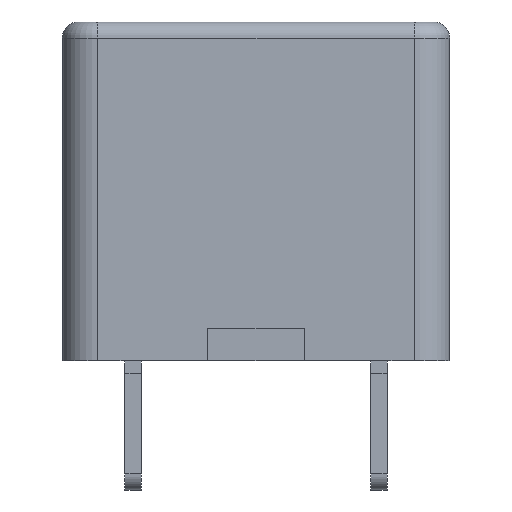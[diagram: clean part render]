
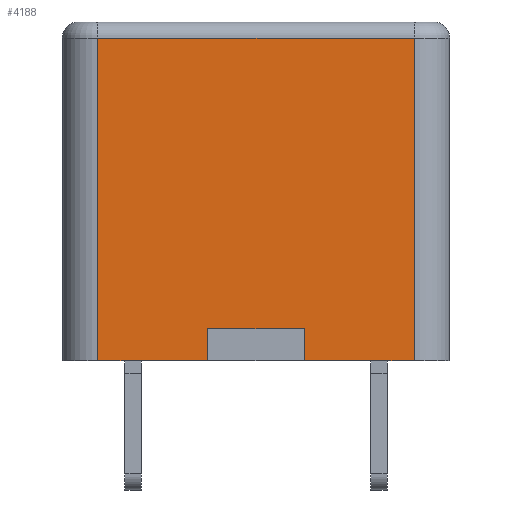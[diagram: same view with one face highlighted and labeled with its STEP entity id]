
A CAD part, left-side view. The second image highlights one B-rep face of the part: STEP entity #4188.
In plain terms, the highlighted free-form (B-spline) face has degree [1, 1] with [2, 2] control points.
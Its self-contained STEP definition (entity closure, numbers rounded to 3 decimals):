
#3793=CARTESIAN_POINT('',(-14.25,-4.9,10.4));
#3794=VERTEX_POINT('',#3793);
#3812=CARTESIAN_POINT('',(-14.25,4.9,10.4));
#3813=VERTEX_POINT('',#3812);
#3821=CARTESIAN_POINT('',(-14.25,4.9,10.4));
#3822=DIRECTION('',(0.0,-1.0,0.0));
#3823=VECTOR('',#3822,9.8);
#3824=LINE('',#3821,#3823);
#3825=EDGE_CURVE('',#3813,#3794,#3824,.T.);
#4114=CARTESIAN_POINT('',(-14.25,-4.9,0.4));
#4115=VERTEX_POINT('',#4114);
#4116=CARTESIAN_POINT('',(-14.25,-4.9,10.4));
#4117=DIRECTION('',(0.0,0.0,-1.0));
#4118=VECTOR('',#4117,10.0);
#4119=LINE('',#4116,#4118);
#4120=EDGE_CURVE('',#3794,#4115,#4119,.T.);
#4133=CARTESIAN_POINT('',(-14.25,-4.9,10.4));
#4134=CARTESIAN_POINT('',(-14.25,-4.9,0.4));
#4135=CARTESIAN_POINT('',(-14.25,4.9,10.4));
#4136=CARTESIAN_POINT('',(-14.25,4.9,0.4));
#4137=B_SPLINE_SURFACE_WITH_KNOTS('',1,1,((#4133,#4135),(#4134,#4136)),.UNSPECIFIED.,.F.,.F.,.U.,(2,2),(2,2),(0.0,10.0),(0.0,9.8),.UNSPECIFIED.);
#4138=CARTESIAN_POINT('',(-14.25,-1.5,1.4));
#4139=VERTEX_POINT('',#4138);
#4140=CARTESIAN_POINT('',(-14.25,-1.5,0.4));
#4141=VERTEX_POINT('',#4140);
#4142=CARTESIAN_POINT('',(-14.25,-1.5,1.4));
#4143=DIRECTION('',(0.0,0.0,-1.0));
#4144=VECTOR('',#4143,1.0);
#4145=LINE('',#4142,#4144);
#4146=EDGE_CURVE('',#4139,#4141,#4145,.T.);
#4147=ORIENTED_EDGE('',*,*,#4146,.T.);
#4148=CARTESIAN_POINT('',(-14.25,-1.5,0.4));
#4149=DIRECTION('',(0.0,-1.0,0.0));
#4150=VECTOR('',#4149,3.4);
#4151=LINE('',#4148,#4150);
#4152=EDGE_CURVE('',#4141,#4115,#4151,.T.);
#4153=ORIENTED_EDGE('',*,*,#4152,.T.);
#4154=ORIENTED_EDGE('',*,*,#4120,.F.);
#4155=ORIENTED_EDGE('',*,*,#3825,.F.);
#4156=CARTESIAN_POINT('',(-14.25,4.9,0.4));
#4157=VERTEX_POINT('',#4156);
#4158=CARTESIAN_POINT('',(-14.25,4.9,0.4));
#4159=DIRECTION('',(0.0,0.0,1.0));
#4160=VECTOR('',#4159,10.0);
#4161=LINE('',#4158,#4160);
#4162=EDGE_CURVE('',#4157,#3813,#4161,.T.);
#4163=ORIENTED_EDGE('',*,*,#4162,.F.);
#4164=CARTESIAN_POINT('',(-14.25,1.5,0.4));
#4165=VERTEX_POINT('',#4164);
#4166=CARTESIAN_POINT('',(-14.25,4.9,0.4));
#4167=DIRECTION('',(0.0,-1.0,0.0));
#4168=VECTOR('',#4167,3.4);
#4169=LINE('',#4166,#4168);
#4170=EDGE_CURVE('',#4157,#4165,#4169,.T.);
#4171=ORIENTED_EDGE('',*,*,#4170,.T.);
#4172=CARTESIAN_POINT('',(-14.25,1.5,1.4));
#4173=VERTEX_POINT('',#4172);
#4174=CARTESIAN_POINT('',(-14.25,1.5,1.4));
#4175=DIRECTION('',(0.0,0.0,-1.0));
#4176=VECTOR('',#4175,1.0);
#4177=LINE('',#4174,#4176);
#4178=EDGE_CURVE('',#4173,#4165,#4177,.T.);
#4179=ORIENTED_EDGE('',*,*,#4178,.F.);
#4180=CARTESIAN_POINT('',(-14.25,1.5,1.4));
#4181=DIRECTION('',(0.0,-1.0,0.0));
#4182=VECTOR('',#4181,3.0);
#4183=LINE('',#4180,#4182);
#4184=EDGE_CURVE('',#4173,#4139,#4183,.T.);
#4185=ORIENTED_EDGE('',*,*,#4184,.T.);
#4186=EDGE_LOOP('',(#4147,#4153,#4154,#4155,#4163,#4171,#4179,#4185));
#4187=FACE_OUTER_BOUND('',#4186,.T.);
#4188=ADVANCED_FACE('',(#4187),#4137,.F.);
